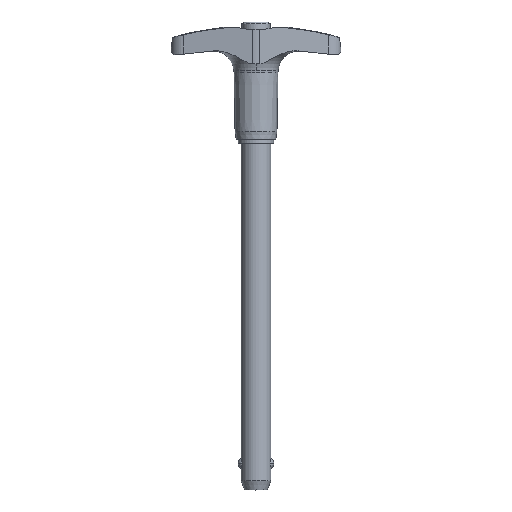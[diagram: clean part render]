
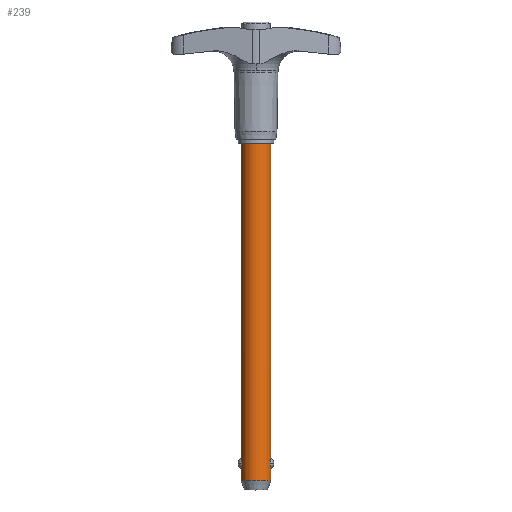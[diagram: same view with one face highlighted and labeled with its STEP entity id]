
A CAD part, top view. The second image highlights one B-rep face of the part: STEP entity #239.
In plain terms, the highlighted cylindrical face has radius 3.969 mm (diameter 7.938 mm), a partial arc.
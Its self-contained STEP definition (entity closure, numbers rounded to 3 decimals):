
#239=ADVANCED_FACE('',(#481),#482,.T.);
#481=FACE_OUTER_BOUND('',#720,.T.);
#482=CYLINDRICAL_SURFACE('',#721,3.969);
#720=EDGE_LOOP('',(#1391,#1392,#1393,#1394,#1395,#1396,#1397,#1398,#1399,#1400));
#721=AXIS2_PLACEMENT_3D('',#1401,#1402,#1403);
#1391=ORIENTED_EDGE('',*,*,#1587,.T.);
#1392=ORIENTED_EDGE('',*,*,#1599,.T.);
#1393=ORIENTED_EDGE('',*,*,#1597,.T.);
#1394=ORIENTED_EDGE('',*,*,#1592,.T.);
#1395=ORIENTED_EDGE('',*,*,#1581,.F.);
#1396=ORIENTED_EDGE('',*,*,#1591,.T.);
#1397=ORIENTED_EDGE('',*,*,#1537,.T.);
#1398=ORIENTED_EDGE('',*,*,#1663,.T.);
#1399=ORIENTED_EDGE('',*,*,#1589,.T.);
#1400=ORIENTED_EDGE('',*,*,#1611,.T.);
#1401=CARTESIAN_POINT('',(0.0,-46.101,0.0));
#1402=DIRECTION('',(-0.0,1.0,0.0));
#1403=DIRECTION('',(1.0,0.0,0.0));
#1537=EDGE_CURVE('',#1885,#1882,#1886,.T.);
#1581=EDGE_CURVE('',#1952,#1951,#1954,.T.);
#1587=EDGE_CURVE('',#1960,#1961,#1962,.T.);
#1589=EDGE_CURVE('',#1965,#1963,#1966,.T.);
#1591=EDGE_CURVE('',#1952,#1885,#1968,.T.);
#1592=EDGE_CURVE('',#1969,#1951,#1970,.T.);
#1597=EDGE_CURVE('',#1975,#1969,#1977,.T.);
#1599=EDGE_CURVE('',#1961,#1975,#1979,.T.);
#1611=EDGE_CURVE('',#1963,#1960,#1997,.T.);
#1663=EDGE_CURVE('',#1882,#1965,#2066,.T.);
#1882=VERTEX_POINT('',#2792);
#1885=VERTEX_POINT('',#2795);
#1886=B_SPLINE_CURVE_WITH_KNOTS('',3,(#2796,#2797,#2798,#2799,#2800,#2801,#2802,#2803,#2804,#2805,#2806,#2807,#2808,#2809),.UNSPECIFIED.,.F.,.F.,(4,2,2,2,2,2,4),(6.251,6.62,6.989,7.207,7.425,7.88,8.335),.UNSPECIFIED.);
#1951=VERTEX_POINT('',#3089);
#1952=VERTEX_POINT('',#3090);
#1954=CIRCLE('',#3092,3.969);
#1960=VERTEX_POINT('',#3098);
#1961=VERTEX_POINT('',#3099);
#1962=LINE('',#3100,#3101);
#1963=VERTEX_POINT('',#3102);
#1965=VERTEX_POINT('',#3104);
#1966=LINE('',#3105,#3106);
#1968=LINE('',#3121,#3122);
#1969=VERTEX_POINT('',#3123);
#1970=LINE('',#3124,#3125);
#1975=VERTEX_POINT('',#3156);
#1977=B_SPLINE_CURVE_WITH_KNOTS('',3,(#3158,#3159,#3160,#3161,#3162,#3163,#3164,#3165,#3166,#3167,#3168,#3169,#3170,#3171),.UNSPECIFIED.,.F.,.F.,(4,2,2,2,2,2,4),(4.167,4.622,5.077,5.295,5.513,5.882,6.251),.UNSPECIFIED.);
#1979=B_SPLINE_CURVE_WITH_KNOTS('',3,(#3173,#3174,#3175,#3176,#3177,#3178,#3179,#3180,#3181,#3182,#3183,#3184,#3185,#3186),.UNSPECIFIED.,.F.,.F.,(4,2,2,2,2,2,4),(2.084,2.453,2.822,3.04,3.257,3.712,4.167),.UNSPECIFIED.);
#1997=CIRCLE('',#3239,3.969);
#2066=B_SPLINE_CURVE_WITH_KNOTS('',3,(#3477,#3478,#3479,#3480,#3481,#3482,#3483,#3484,#3485,#3486,#3487,#3488,#3489,#3490),.UNSPECIFIED.,.F.,.F.,(4,2,2,2,2,2,4),(0.0,0.455,0.91,1.128,1.345,1.715,2.084),.UNSPECIFIED.);
#2792=CARTESIAN_POINT('',(-3.7,-85.143,1.435));
#2795=CARTESIAN_POINT('',(-3.969,-83.82,0.));
#2796=CARTESIAN_POINT('',(-3.969,-83.82,0.));
#2797=CARTESIAN_POINT('',(-3.969,-83.82,0.123));
#2798=CARTESIAN_POINT('',(-3.963,-83.835,0.257));
#2799=CARTESIAN_POINT('',(-3.937,-83.899,0.514));
#2800=CARTESIAN_POINT('',(-3.919,-83.948,0.638));
#2801=CARTESIAN_POINT('',(-3.886,-84.041,0.807));
#2802=CARTESIAN_POINT('',(-3.872,-84.084,0.873));
#2803=CARTESIAN_POINT('',(-3.842,-84.18,0.996));
#2804=CARTESIAN_POINT('',(-3.827,-84.233,1.053));
#2805=CARTESIAN_POINT('',(-3.784,-84.396,1.201));
#2806=CARTESIAN_POINT('',(-3.754,-84.532,1.289));
#2807=CARTESIAN_POINT('',(-3.712,-84.83,1.406));
#2808=CARTESIAN_POINT('',(-3.7,-84.992,1.435));
#2809=CARTESIAN_POINT('',(-3.7,-85.143,1.435));
#3089=CARTESIAN_POINT('',(3.969,0.0,0.0));
#3090=CARTESIAN_POINT('',(-3.969,0.0,0.));
#3092=AXIS2_PLACEMENT_3D('',#3977,#3978,#3979);
#3098=CARTESIAN_POINT('',(3.969,-89.687,0.0));
#3099=CARTESIAN_POINT('',(3.969,-86.467,0.));
#3100=CARTESIAN_POINT('',(3.969,-46.101,0.));
#3101=VECTOR('',#3989,1.0);
#3102=CARTESIAN_POINT('',(-3.969,-89.687,0.));
#3104=CARTESIAN_POINT('',(-3.969,-86.467,0.));
#3105=CARTESIAN_POINT('',(-3.969,-46.101,0.));
#3106=VECTOR('',#3993,1.0);
#3121=CARTESIAN_POINT('',(-3.969,-46.101,0.));
#3122=VECTOR('',#3994,1.0);
#3123=CARTESIAN_POINT('',(3.969,-83.82,0.));
#3124=CARTESIAN_POINT('',(3.969,-46.101,0.));
#3125=VECTOR('',#3995,1.0);
#3156=CARTESIAN_POINT('',(3.7,-85.143,1.435));
#3158=CARTESIAN_POINT('',(3.7,-85.143,1.435));
#3159=CARTESIAN_POINT('',(3.7,-84.992,1.435));
#3160=CARTESIAN_POINT('',(3.712,-84.83,1.406));
#3161=CARTESIAN_POINT('',(3.754,-84.532,1.289));
#3162=CARTESIAN_POINT('',(3.784,-84.396,1.201));
#3163=CARTESIAN_POINT('',(3.827,-84.233,1.053));
#3164=CARTESIAN_POINT('',(3.842,-84.18,0.996));
#3165=CARTESIAN_POINT('',(3.872,-84.084,0.873));
#3166=CARTESIAN_POINT('',(3.886,-84.041,0.807));
#3167=CARTESIAN_POINT('',(3.919,-83.948,0.638));
#3168=CARTESIAN_POINT('',(3.937,-83.899,0.514));
#3169=CARTESIAN_POINT('',(3.963,-83.835,0.257));
#3170=CARTESIAN_POINT('',(3.969,-83.82,0.123));
#3171=CARTESIAN_POINT('',(3.969,-83.82,0.));
#3173=CARTESIAN_POINT('',(3.969,-86.467,0.0));
#3174=CARTESIAN_POINT('',(3.969,-86.467,0.123));
#3175=CARTESIAN_POINT('',(3.963,-86.452,0.257));
#3176=CARTESIAN_POINT('',(3.937,-86.388,0.514));
#3177=CARTESIAN_POINT('',(3.919,-86.338,0.638));
#3178=CARTESIAN_POINT('',(3.886,-86.246,0.807));
#3179=CARTESIAN_POINT('',(3.872,-86.203,0.873));
#3180=CARTESIAN_POINT('',(3.842,-86.107,0.996));
#3181=CARTESIAN_POINT('',(3.827,-86.054,1.053));
#3182=CARTESIAN_POINT('',(3.784,-85.891,1.201));
#3183=CARTESIAN_POINT('',(3.754,-85.754,1.289));
#3184=CARTESIAN_POINT('',(3.712,-85.456,1.406));
#3185=CARTESIAN_POINT('',(3.7,-85.295,1.435));
#3186=CARTESIAN_POINT('',(3.7,-85.143,1.435));
#3239=AXIS2_PLACEMENT_3D('',#4011,#4012,#4013);
#3477=CARTESIAN_POINT('',(-3.7,-85.143,1.435));
#3478=CARTESIAN_POINT('',(-3.7,-85.295,1.435));
#3479=CARTESIAN_POINT('',(-3.712,-85.456,1.406));
#3480=CARTESIAN_POINT('',(-3.754,-85.754,1.289));
#3481=CARTESIAN_POINT('',(-3.784,-85.891,1.201));
#3482=CARTESIAN_POINT('',(-3.827,-86.054,1.053));
#3483=CARTESIAN_POINT('',(-3.842,-86.107,0.996));
#3484=CARTESIAN_POINT('',(-3.872,-86.203,0.873));
#3485=CARTESIAN_POINT('',(-3.886,-86.246,0.807));
#3486=CARTESIAN_POINT('',(-3.919,-86.338,0.638));
#3487=CARTESIAN_POINT('',(-3.937,-86.388,0.514));
#3488=CARTESIAN_POINT('',(-3.963,-86.452,0.257));
#3489=CARTESIAN_POINT('',(-3.969,-86.467,0.123));
#3490=CARTESIAN_POINT('',(-3.969,-86.467,0.));
#3977=CARTESIAN_POINT('',(0.0,0.0,0.0));
#3978=DIRECTION('',(-0.0,1.0,0.0));
#3979=DIRECTION('',(1.0,0.0,0.0));
#3989=DIRECTION('',(0.0,1.0,0.0));
#3993=DIRECTION('',(-0.0,-1.0,-0.0));
#3994=DIRECTION('',(-0.0,-1.0,-0.0));
#3995=DIRECTION('',(0.0,1.0,0.0));
#4011=CARTESIAN_POINT('',(0.0,-89.687,0.0));
#4012=DIRECTION('',(0.,1.0,0.0));
#4013=DIRECTION('',(1.0,0.,0.0));
